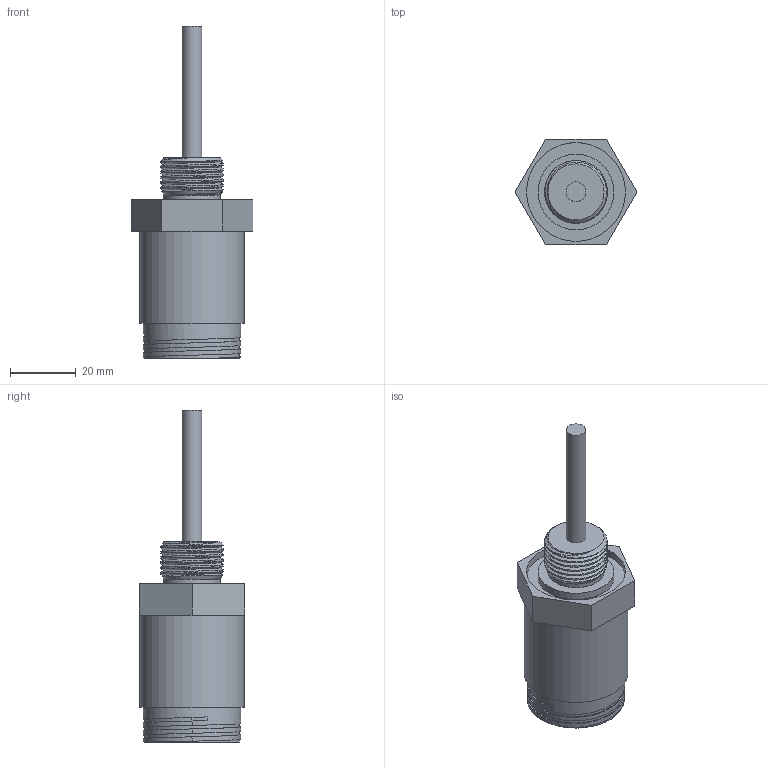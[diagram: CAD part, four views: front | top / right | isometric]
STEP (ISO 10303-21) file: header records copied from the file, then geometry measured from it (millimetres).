
FILE_DESCRIPTION(/* description */ (''),/* implementation_level */ '2;1');
FILE_NAME(/* name */ 'DBCR2008M.stp',/* time_stamp */ '2014-11-24T09:32:09+01:00',/* author */ ('sh'),/* organization */ (''),/* preprocessor_version */ 'ST-DEVELOPER v15.2',/* originating_system */ 'Autodesk Inventor 2014',/* authorisation */ '');
FILE_SCHEMA (('AUTOMOTIVE_DESIGN { 1 0 10303 214 3 1 1 }'));
Length unit declared in the file: millimetre
Products named in the file (1): DBCR2008M
Bounding box: 36.95 x 32 x 100.7 mm (x, y, z)
Volume: 31651.1 mm3; surface area: 12022.7 mm2
Topology: 1 solids, 1 shells, 231 faces, 574 edges, 373 vertices
Faces by surface type: plane 94, bspline 89, cylinder 29, cone 19
Full cylindrical faces by diameter (mm): 2 x8, 3 x8, 6 x1, 17.102 x1, 23 x1, 25 x1, 26 x1, 29.5 x3, 30 x1, 31.6 x1
Entity records: 9060 total; most frequent: CARTESIAN_POINT 4265, ORIENTED_EDGE 1042, DIRECTION 681, EDGE_CURVE 521, VERTEX_POINT 364, EDGE_LOOP 297, LINE 279, VECTOR 279
